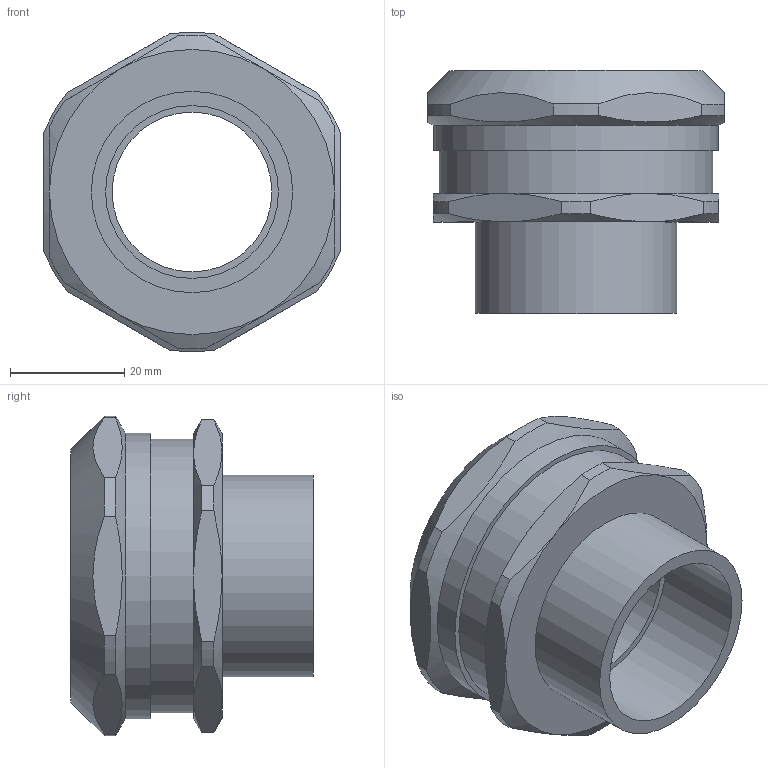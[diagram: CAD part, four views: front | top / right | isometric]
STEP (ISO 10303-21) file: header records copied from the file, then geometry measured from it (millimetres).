
FILE_DESCRIPTION(/* description */ (''),/* implementation_level */ '2;1');
FILE_NAME(/* name */ '',/* time_stamp */ '2025-10-07T15:12:29+07:00',/* author */ ('zeta-72'),/* organization */ (''),/* preprocessor_version */ 'ST-DEVELOPER v19.2',/* originating_system */ 'Autodesk Inventor 2024',/* authorisation */ '');
FILE_SCHEMA (('AUTOMOTIVE_DESIGN { 1 0 10303 214 3 1 1 }'));
Length unit declared in the file: millimetre
Products named in the file (1): Сборка МВВ-G
 1-МР32_Упростить_1
Bounding box: 52 x 42.54 x 55.94 mm (x, y, z)
Volume: 27196.8 mm3; surface area: 18302.5 mm2
Topology: 1 solids, 1 shells, 53 faces, 122 edges, 77 vertices
Faces by surface type: plane 20, cylinder 19, cone 14
Full cylindrical faces by diameter (mm): 28 x1, 30.3 x1, 30.8 x1, 35.3 x1, 41 x1, 48 x1, 50 x1
Entity records: 1575 total; most frequent: CARTESIAN_POINT 325, DIRECTION 247, ORIENTED_EDGE 244, EDGE_CURVE 122, AXIS2_PLACEMENT_3D 107, VERTEX_POINT 77, EDGE_LOOP 61, FACE_OUTER_BOUND 53
